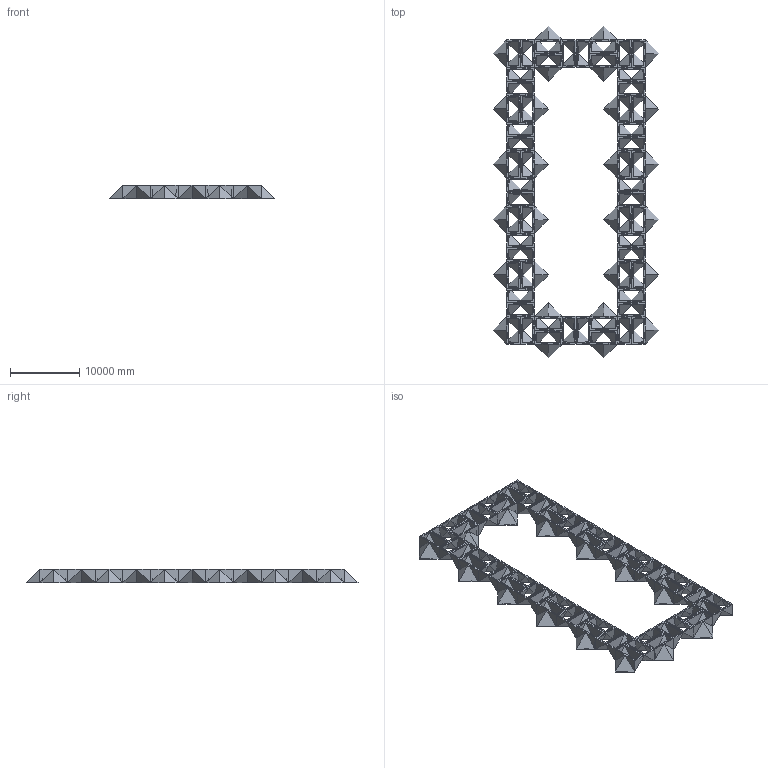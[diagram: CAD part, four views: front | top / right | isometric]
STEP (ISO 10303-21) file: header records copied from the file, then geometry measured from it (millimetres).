
FILE_DESCRIPTION(/* description */ (''),/* implementation_level */ '2;1');
FILE_NAME(/* name */ 'DemonstatorFrame.step',/* time_stamp */ '2024-01-18T11:52:06+01:00',/* author */ (''),/* organization */ (''),/* preprocessor_version */ 'ST-DEVELOPER v20',/* originating_system */ 'Autodesk Translation Framework v12.14.0.127',/* authorisation */ '');
FILE_SCHEMA (('AUTOMOTIVE_DESIGN { 1 0 10303 214 3 1 1 }'));
Length unit declared in the file: millimetre
Products named in the file (1): (Unsaved)
Bounding box: 24000.05 x 48000.11 x 2000 mm (x, y, z)
Volume: 297828911722.2 mm3; surface area: 2098159618.6 mm2
Topology: 1 solids, 1 shells, 1736 faces, 2604 edges, 756 vertices
Faces by surface type: plane 1736
Entity records: 33669 total; most frequent: DIRECTION 6078, ORIENTED_EDGE 5208, CARTESIAN_POINT 5097, LINE 2604, VECTOR 2604, EDGE_CURVE 2604, AXIS2_PLACEMENT_3D 1737, FACE_OUTER_BOUND 1736
